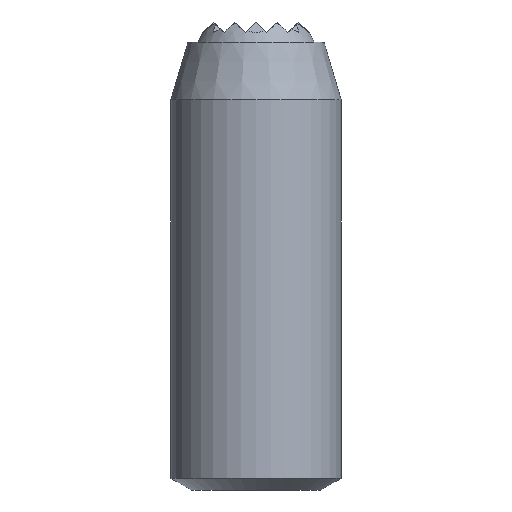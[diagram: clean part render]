
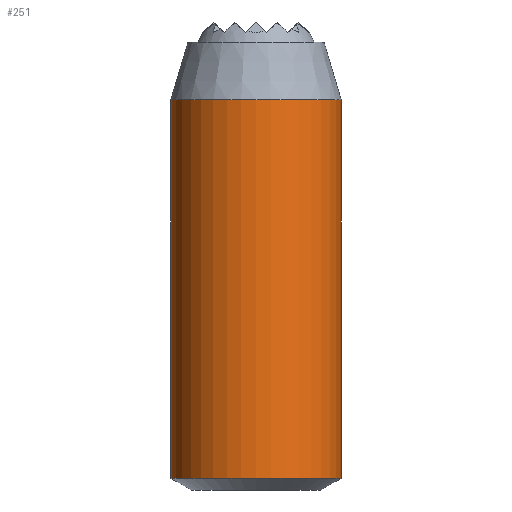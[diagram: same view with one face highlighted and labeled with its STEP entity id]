
A CAD part, front view. The second image highlights one B-rep face of the part: STEP entity #251.
In plain terms, the highlighted cylindrical face has radius 8 mm (diameter 16 mm), a full revolution.
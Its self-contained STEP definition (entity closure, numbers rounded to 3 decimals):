
#251 = ADVANCED_FACE( '', ( #539, #540 ), #541, .T. );
#539 = FACE_OUTER_BOUND( '', #862, .T. );
#540 = FACE_OUTER_BOUND( '', #863, .T. );
#541 = CYLINDRICAL_SURFACE( '', #864, 8. );
#862 = EDGE_LOOP( '', ( #1450 ) );
#863 = EDGE_LOOP( '', ( #1451 ) );
#864 = AXIS2_PLACEMENT_3D( '', #1452, #1453, #1454 );
#1450 = ORIENTED_EDGE( '', *, *, #1796, .T. );
#1451 = ORIENTED_EDGE( '', *, *, #2001, .T. );
#1452 = CARTESIAN_POINT( '', ( 0., 0., 42.08 ) );
#1453 = DIRECTION( '', ( 0., 0., 1. ) );
#1454 = DIRECTION( '', ( -1., 0., 0. ) );
#1796 = EDGE_CURVE( '', #2100, #2100, #2101, .T. );
#2001 = EDGE_CURVE( '', #2382, #2382, #2383, .F. );
#2100 = VERTEX_POINT( '', #2496 );
#2101 = CIRCLE( '', #2497, 8. );
#2382 = VERTEX_POINT( '', #2890 );
#2383 = CIRCLE( '', #2891, 8. );
#2496 = CARTESIAN_POINT( '', ( 8., 0., 1.1 ) );
#2497 = AXIS2_PLACEMENT_3D( '', #3010, #3011, #3012 );
#2890 = CARTESIAN_POINT( '', ( 8., 0., 36.68 ) );
#2891 = AXIS2_PLACEMENT_3D( '', #3218, #3219, #3220 );
#3010 = CARTESIAN_POINT( '', ( 0., 0., 1.1 ) );
#3011 = DIRECTION( '', ( 0., 0., 1. ) );
#3012 = DIRECTION( '', ( 1., 0., 0. ) );
#3218 = CARTESIAN_POINT( '', ( 0., 0., 36.68 ) );
#3219 = DIRECTION( '', ( 0., 0., 1. ) );
#3220 = DIRECTION( '', ( 1., 0., 0. ) );
